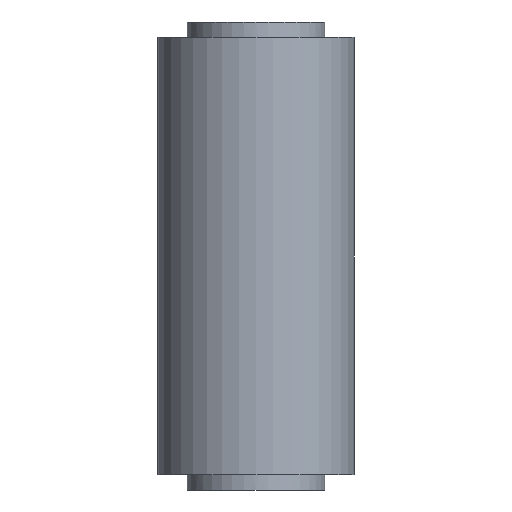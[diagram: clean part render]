
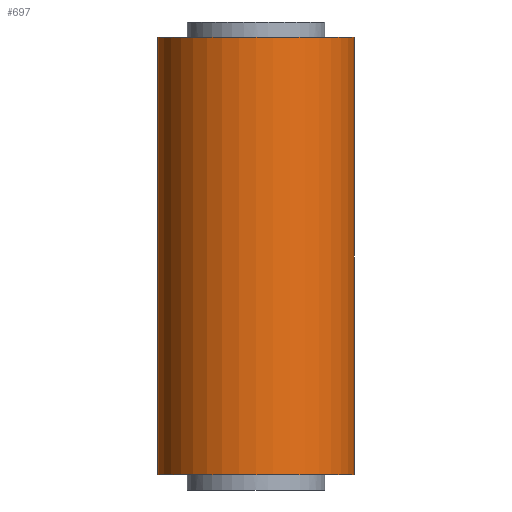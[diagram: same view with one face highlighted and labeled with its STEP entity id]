
A CAD part, front view. The second image highlights one B-rep face of the part: STEP entity #697.
In plain terms, the highlighted cylindrical face has radius 45 mm (diameter 90 mm), a partial arc.
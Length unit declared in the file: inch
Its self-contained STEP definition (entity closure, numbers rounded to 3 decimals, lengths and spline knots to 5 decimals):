
#308 = VERTEX_POINT ( 'NONE', #2161 ) ;
#327 = DIRECTION ( 'NONE',  ( 1., 0., 0. ) ) ;
#356 = ORIENTED_EDGE ( 'NONE', *, *, #3345, .T. ) ;
#444 = EDGE_CURVE ( 'NONE', #2182, #2681, #2004, .T. ) ;
#504 = CARTESIAN_POINT ( 'NONE',  ( -1.77165, 0., -7.87402 ) ) ;
#582 = ORIENTED_EDGE ( 'NONE', *, *, #2421, .F. ) ;
#584 = CARTESIAN_POINT ( 'NONE',  ( 0., 0., 0. ) ) ;
#646 = AXIS2_PLACEMENT_3D ( 'NONE', #2994, #2818, #327 ) ;
#697 = ADVANCED_FACE ( 'NONE', ( #2708 ), #1233, .T. ) ;
#712 = CIRCLE ( 'NONE', #909, 1.77165 ) ;
#722 = DIRECTION ( 'NONE',  ( 0., 0., 1. ) ) ;
#723 = DIRECTION ( 'NONE',  ( 1., 0., 0. ) ) ;
#728 = VERTEX_POINT ( 'NONE', #3278 ) ;
#749 = LINE ( 'NONE', #504, #2788 ) ;
#873 = DIRECTION ( 'NONE',  ( 1., 0., 0. ) ) ;
#909 = AXIS2_PLACEMENT_3D ( 'NONE', #584, #2535, #873 ) ;
#917 = LINE ( 'NONE', #3521, #2238 ) ;
#966 = CARTESIAN_POINT ( 'NONE',  ( -1.77165, 0., -3.93701 ) ) ;
#1233 = CYLINDRICAL_SURFACE ( 'NONE', #646, 1.77165 ) ;
#1311 = DIRECTION ( 'NONE',  ( 0., 0., 1. ) ) ;
#1359 = ORIENTED_EDGE ( 'NONE', *, *, #3503, .F. ) ;
#1406 = EDGE_CURVE ( 'NONE', #728, #2676, #3577, .T. ) ;
#1547 = CARTESIAN_POINT ( 'NONE',  ( 1.77165, 0., -7.87402 ) ) ;
#1758 = ORIENTED_EDGE ( 'NONE', *, *, #444, .T. ) ;
#1843 = CARTESIAN_POINT ( 'NONE',  ( 1.77165, 0., -7.87402 ) ) ;
#1924 = VECTOR ( 'NONE', #3473, 39.37008 ) ;
#2004 = LINE ( 'NONE', #1843, #1924 ) ;
#2096 = CARTESIAN_POINT ( 'NONE',  ( 1.77165, 0., 0. ) ) ;
#2161 = CARTESIAN_POINT ( 'NONE',  ( -1.77165, 0., 0. ) ) ;
#2182 = VERTEX_POINT ( 'NONE', #3454 ) ;
#2238 = VECTOR ( 'NONE', #1311, 39.37008 ) ;
#2370 = CARTESIAN_POINT ( 'NONE',  ( 1.77165, 0., -7.87402 ) ) ;
#2421 = EDGE_CURVE ( 'NONE', #308, #2681, #712, .T. ) ;
#2431 = ORIENTED_EDGE ( 'NONE', *, *, #1406, .T. ) ;
#2535 = DIRECTION ( 'NONE',  ( 0., 0., 1. ) ) ;
#2676 = VERTEX_POINT ( 'NONE', #2370 ) ;
#2681 = VERTEX_POINT ( 'NONE', #2096 ) ;
#2708 = FACE_OUTER_BOUND ( 'NONE', #3346, .T. ) ;
#2788 = VECTOR ( 'NONE', #3010, 39.37008 ) ;
#2818 = DIRECTION ( 'NONE',  ( 0., 0., 1. ) ) ;
#2891 = VERTEX_POINT ( 'NONE', #966 ) ;
#2994 = CARTESIAN_POINT ( 'NONE',  ( 0., 0., -7.87402 ) ) ;
#3010 = DIRECTION ( 'NONE',  ( 0., 0., 1. ) ) ;
#3224 = DIRECTION ( 'NONE',  ( 0., 0., 1. ) ) ;
#3278 = CARTESIAN_POINT ( 'NONE',  ( -1.77165, 0., -7.87402 ) ) ;
#3345 = EDGE_CURVE ( 'NONE', #2676, #2182, #3558, .T. ) ;
#3346 = EDGE_LOOP ( 'NONE', ( #1359, #2431, #356, #1758, #582, #3534 ) ) ;
#3453 = VECTOR ( 'NONE', #722, 39.37008 ) ;
#3454 = CARTESIAN_POINT ( 'NONE',  ( 1.77165, 0., -3.93701 ) ) ;
#3473 = DIRECTION ( 'NONE',  ( 0., 0., 1. ) ) ;
#3479 = AXIS2_PLACEMENT_3D ( 'NONE', #3532, #3224, #723 ) ;
#3503 = EDGE_CURVE ( 'NONE', #728, #2891, #917, .T. ) ;
#3521 = CARTESIAN_POINT ( 'NONE',  ( -1.77165, 0., -7.87402 ) ) ;
#3532 = CARTESIAN_POINT ( 'NONE',  ( 0., 0., -7.87402 ) ) ;
#3534 = ORIENTED_EDGE ( 'NONE', *, *, #3567, .F. ) ;
#3558 = LINE ( 'NONE', #1547, #3453 ) ;
#3567 = EDGE_CURVE ( 'NONE', #2891, #308, #749, .T. ) ;
#3577 = CIRCLE ( 'NONE', #3479, 1.77165 ) ;
